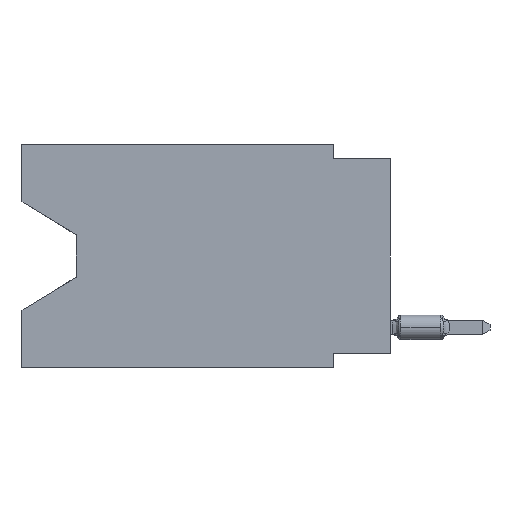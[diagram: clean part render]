
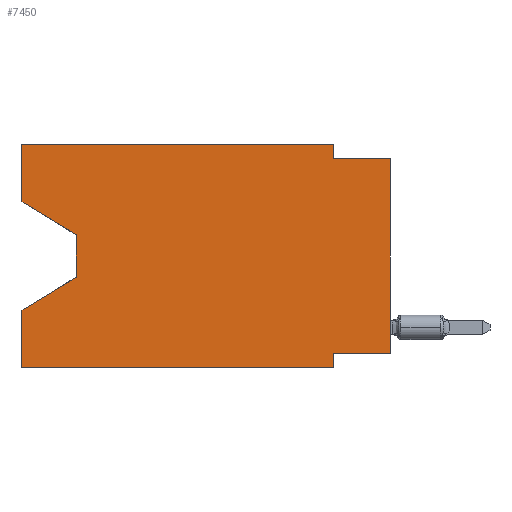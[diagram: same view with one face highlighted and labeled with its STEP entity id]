
A CAD part, left-side view. The second image highlights one B-rep face of the part: STEP entity #7450.
In plain terms, the highlighted planar face has unit normal (-1, 0, 0).
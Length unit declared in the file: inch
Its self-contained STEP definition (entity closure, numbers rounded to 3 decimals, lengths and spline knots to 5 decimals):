
#251 = CARTESIAN_POINT ( 'NONE',  ( 0., 0., -0.365 ) ) ;
#264 = CARTESIAN_POINT ( 'NONE',  ( 0., 0.55, -0.158 ) ) ;
#401 = DIRECTION ( 'NONE',  ( 0., 0., -1. ) ) ;
#808 = CARTESIAN_POINT ( 'NONE',  ( 0., 0.645, 0. ) ) ;
#812 = DIRECTION ( 'NONE',  ( 0., 0., 1. ) ) ;
#881 = LINE ( 'NONE', #10611, #11155 ) ;
#1020 = DIRECTION ( 'NONE',  ( 0., -0.855, -0.519 ) ) ;
#1098 = VERTEX_POINT ( 'NONE', #5470 ) ;
#1465 = CARTESIAN_POINT ( 'NONE',  ( 0., 0.645, -0.39 ) ) ;
#1550 = VECTOR ( 'NONE', #401, 39.37008 ) ;
#1631 = LINE ( 'NONE', #3573, #6483 ) ;
#1640 = LINE ( 'NONE', #10292, #11160 ) ;
#1879 = ORIENTED_EDGE ( 'NONE', *, *, #11959, .F. ) ;
#2085 = EDGE_CURVE ( 'NONE', #9533, #8976, #6899, .T. ) ;
#2092 = VECTOR ( 'NONE', #13005, 39.37008 ) ;
#2104 = CARTESIAN_POINT ( 'NONE',  ( 0., 0.645, -0.10025 ) ) ;
#2430 = VERTEX_POINT ( 'NONE', #12065 ) ;
#2512 = ORIENTED_EDGE ( 'NONE', *, *, #8940, .T. ) ;
#2692 = CARTESIAN_POINT ( 'NONE',  ( 0., 0.645, -0.39 ) ) ;
#2770 = EDGE_CURVE ( 'NONE', #2430, #5988, #7591, .T. ) ;
#2809 = DIRECTION ( 'NONE',  ( 0., -1., 0. ) ) ;
#3257 = VERTEX_POINT ( 'NONE', #6830 ) ;
#3573 = CARTESIAN_POINT ( 'NONE',  ( 0., 0., 0. ) ) ;
#3787 = ORIENTED_EDGE ( 'NONE', *, *, #3882, .T. ) ;
#3882 = EDGE_CURVE ( 'NONE', #1098, #8547, #6389, .T. ) ;
#3923 = CARTESIAN_POINT ( 'NONE',  ( 0., 0.55, -0.158 ) ) ;
#4518 = ORIENTED_EDGE ( 'NONE', *, *, #11069, .F. ) ;
#4708 = LINE ( 'NONE', #11446, #1550 ) ;
#4715 = CARTESIAN_POINT ( 'NONE',  ( 0., 0.645, -0.28975 ) ) ;
#5246 = VECTOR ( 'NONE', #11286, 39.37008 ) ;
#5363 = DIRECTION ( 'NONE',  ( 0., 0., -1. ) ) ;
#5378 = EDGE_LOOP ( 'NONE', ( #7137, #2512, #3787, #11013, #11189, #1879, #4518, #12496, #6053, #10905, #13807, #9985 ) ) ;
#5470 = CARTESIAN_POINT ( 'NONE',  ( 0., 0.55, -0.232 ) ) ;
#5719 = VERTEX_POINT ( 'NONE', #3923 ) ;
#5740 = VECTOR ( 'NONE', #11778, 39.37008 ) ;
#5779 = CARTESIAN_POINT ( 'NONE',  ( 0., 0.1, -0.39 ) ) ;
#5841 = DIRECTION ( 'NONE',  ( 0., -1., 0. ) ) ;
#5988 = VERTEX_POINT ( 'NONE', #6556 ) ;
#6053 = ORIENTED_EDGE ( 'NONE', *, *, #2770, .F. ) ;
#6196 = VERTEX_POINT ( 'NONE', #8473 ) ;
#6389 = LINE ( 'NONE', #11992, #2092 ) ;
#6483 = VECTOR ( 'NONE', #11374, 39.37008 ) ;
#6556 = CARTESIAN_POINT ( 'NONE',  ( 0., 0., -0.025 ) ) ;
#6680 = EDGE_CURVE ( 'NONE', #3257, #2430, #6722, .T. ) ;
#6722 = LINE ( 'NONE', #10969, #9426 ) ;
#6754 = LINE ( 'NONE', #251, #5246 ) ;
#6830 = CARTESIAN_POINT ( 'NONE',  ( 0., 0.1, 0. ) ) ;
#6899 = LINE ( 'NONE', #1465, #13756 ) ;
#7137 = ORIENTED_EDGE ( 'NONE', *, *, #14152, .T. ) ;
#7152 = EDGE_CURVE ( 'NONE', #7256, #5988, #1631, .T. ) ;
#7256 = VERTEX_POINT ( 'NONE', #13561 ) ;
#7450 = ADVANCED_FACE ( 'NONE', ( #14067 ), #9647, .F. ) ;
#7591 = LINE ( 'NONE', #12863, #5740 ) ;
#8473 = CARTESIAN_POINT ( 'NONE',  ( 0., 0.1, -0.365 ) ) ;
#8547 = VERTEX_POINT ( 'NONE', #4715 ) ;
#8565 = DIRECTION ( 'NONE',  ( 1., 0., 0. ) ) ;
#8813 = VERTEX_POINT ( 'NONE', #12165 ) ;
#8924 = LINE ( 'NONE', #2104, #10508 ) ;
#8940 = EDGE_CURVE ( 'NONE', #5719, #1098, #10065, .T. ) ;
#8976 = VERTEX_POINT ( 'NONE', #5779 ) ;
#9099 = VECTOR ( 'NONE', #13071, 39.37008 ) ;
#9369 = EDGE_CURVE ( 'NONE', #8813, #11062, #881, .T. ) ;
#9426 = VECTOR ( 'NONE', #11110, 39.37008 ) ;
#9533 = VERTEX_POINT ( 'NONE', #2692 ) ;
#9647 = PLANE ( 'NONE',  #10349 ) ;
#9778 = VECTOR ( 'NONE', #13402, 39.37008 ) ;
#9985 = ORIENTED_EDGE ( 'NONE', *, *, #9369, .F. ) ;
#10065 = LINE ( 'NONE', #264, #9778 ) ;
#10292 = CARTESIAN_POINT ( 'NONE',  ( 0., 0.645, 0. ) ) ;
#10349 = AXIS2_PLACEMENT_3D ( 'NONE', #11206, #8565, #5363 ) ;
#10508 = VECTOR ( 'NONE', #1020, 39.37008 ) ;
#10611 = CARTESIAN_POINT ( 'NONE',  ( 0., 0.645, 0. ) ) ;
#10893 = LINE ( 'NONE', #808, #9099 ) ;
#10905 = ORIENTED_EDGE ( 'NONE', *, *, #6680, .F. ) ;
#10969 = CARTESIAN_POINT ( 'NONE',  ( 0., 0.1, 0. ) ) ;
#11013 = ORIENTED_EDGE ( 'NONE', *, *, #11253, .F. ) ;
#11062 = VERTEX_POINT ( 'NONE', #12500 ) ;
#11069 = EDGE_CURVE ( 'NONE', #7256, #6196, #6754, .T. ) ;
#11110 = DIRECTION ( 'NONE',  ( 0., 0., -1. ) ) ;
#11155 = VECTOR ( 'NONE', #812, 39.37008 ) ;
#11160 = VECTOR ( 'NONE', #2809, 39.37008 ) ;
#11189 = ORIENTED_EDGE ( 'NONE', *, *, #2085, .T. ) ;
#11206 = CARTESIAN_POINT ( 'NONE',  ( 0., 0.645, 0. ) ) ;
#11253 = EDGE_CURVE ( 'NONE', #9533, #8547, #10893, .T. ) ;
#11286 = DIRECTION ( 'NONE',  ( 0., 1., 0. ) ) ;
#11374 = DIRECTION ( 'NONE',  ( 0., 0., 1. ) ) ;
#11446 = CARTESIAN_POINT ( 'NONE',  ( 0., 0.1, -0.39 ) ) ;
#11507 = EDGE_CURVE ( 'NONE', #11062, #3257, #1640, .T. ) ;
#11778 = DIRECTION ( 'NONE',  ( 0., -1., 0. ) ) ;
#11959 = EDGE_CURVE ( 'NONE', #6196, #8976, #4708, .T. ) ;
#11992 = CARTESIAN_POINT ( 'NONE',  ( 0., 0.55, -0.232 ) ) ;
#12065 = CARTESIAN_POINT ( 'NONE',  ( 0., 0.1, -0.025 ) ) ;
#12165 = CARTESIAN_POINT ( 'NONE',  ( 0., 0.645, -0.10025 ) ) ;
#12496 = ORIENTED_EDGE ( 'NONE', *, *, #7152, .T. ) ;
#12500 = CARTESIAN_POINT ( 'NONE',  ( 0., 0.645, 0. ) ) ;
#12863 = CARTESIAN_POINT ( 'NONE',  ( 0., 0., -0.025 ) ) ;
#13005 = DIRECTION ( 'NONE',  ( 0., 0.855, -0.519 ) ) ;
#13071 = DIRECTION ( 'NONE',  ( 0., 0., 1. ) ) ;
#13402 = DIRECTION ( 'NONE',  ( 0., 0., -1. ) ) ;
#13561 = CARTESIAN_POINT ( 'NONE',  ( 0., 0., -0.365 ) ) ;
#13756 = VECTOR ( 'NONE', #5841, 39.37008 ) ;
#13807 = ORIENTED_EDGE ( 'NONE', *, *, #11507, .F. ) ;
#14067 = FACE_OUTER_BOUND ( 'NONE', #5378, .T. ) ;
#14152 = EDGE_CURVE ( 'NONE', #8813, #5719, #8924, .T. ) ;
